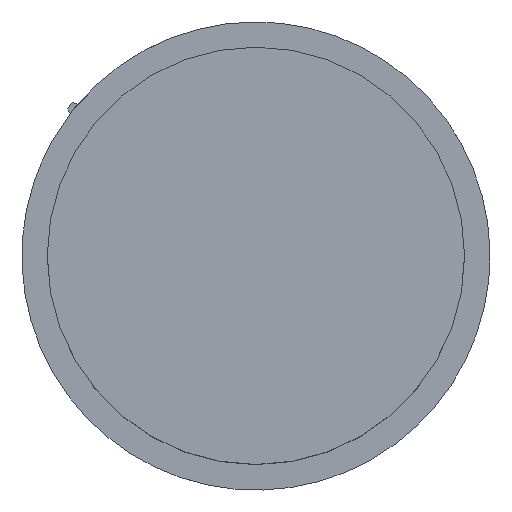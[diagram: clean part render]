
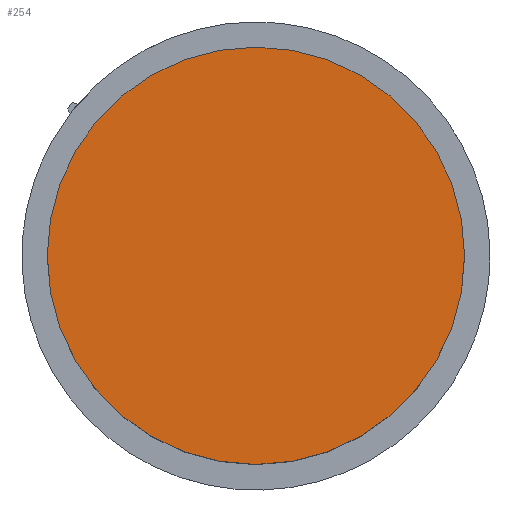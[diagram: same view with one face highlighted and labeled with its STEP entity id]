
A CAD part, top view. The second image highlights one B-rep face of the part: STEP entity #254.
In plain terms, the highlighted planar face has unit normal (0, 0, 1).
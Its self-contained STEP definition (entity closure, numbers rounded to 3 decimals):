
#184=PLANE('',#1204);
#219=FACE_OUTER_BOUND('',#391,.T.);
#254=ADVANCED_FACE('',(#219),#184,.T.);
#391=EDGE_LOOP('',(#713));
#445=CIRCLE('',#1203,31.217);
#713=ORIENTED_EDGE('',*,*,#1023,.F.);
#880=VERTEX_POINT('',#2729);
#1023=EDGE_CURVE('',#880,#880,#445,.T.);
#1203=AXIS2_PLACEMENT_3D('',#2728,#1368,#1369);
#1204=AXIS2_PLACEMENT_3D('',#2730,#1370,#1371);
#1368=DIRECTION('',(0.,0.,-1.));
#1369=DIRECTION('',(-1.,0.,0.));
#1370=DIRECTION('',(0.,0.,1.));
#1371=DIRECTION('',(-0.875,0.485,0.));
#2728=CARTESIAN_POINT('',(0.,0.,39.05));
#2729=CARTESIAN_POINT('',(-31.217,0.,39.05));
#2730=CARTESIAN_POINT('',(-15.247,-27.507,39.05));
